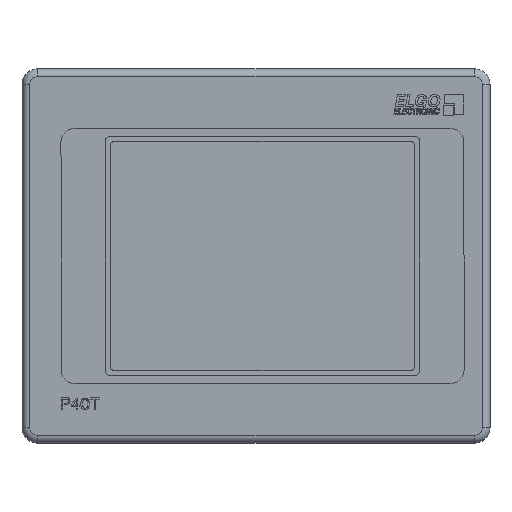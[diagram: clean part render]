
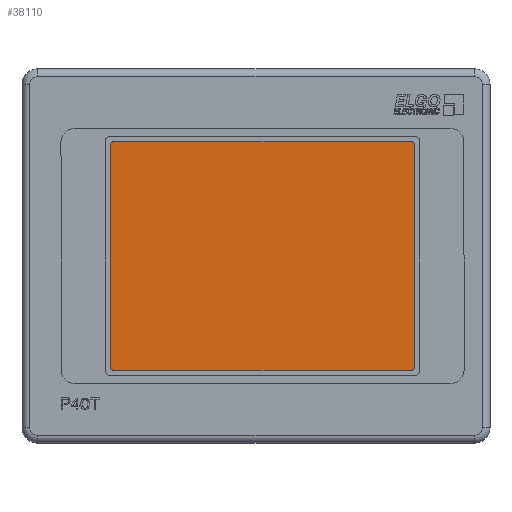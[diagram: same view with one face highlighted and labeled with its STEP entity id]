
A CAD part, top view. The second image highlights one B-rep face of the part: STEP entity #38110.
In plain terms, the highlighted planar face has unit normal (0, 0, 1).
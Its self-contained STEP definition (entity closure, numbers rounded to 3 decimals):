
#225 = VECTOR ( 'NONE', #16312, 1000. ) ;
#395 = CARTESIAN_POINT ( 'NONE',  ( 151.1, 116.2, -0.095 ) ) ;
#2287 = CARTESIAN_POINT ( 'NONE',  ( 151.1, 27.8, -0.095 ) ) ;
#3948 = LINE ( 'NONE', #395, #225 ) ;
#5909 = DIRECTION ( 'NONE',  ( 0., 1., 0. ) ) ;
#6288 = EDGE_LOOP ( 'NONE', ( #43176, #51243, #19953, #25308 ) ) ;
#7214 = DIRECTION ( 'NONE',  ( 0., -1., 0. ) ) ;
#11085 = VECTOR ( 'NONE', #5909, 1000. ) ;
#11390 = CARTESIAN_POINT ( 'NONE',  ( 151.1, 27.8, -0.095 ) ) ;
#13819 = AXIS2_PLACEMENT_3D ( 'NONE', #23069, #50320, #46352 ) ;
#15245 = EDGE_CURVE ( 'NONE', #46578, #48536, #3948, .T. ) ;
#16312 = DIRECTION ( 'NONE',  ( -1., 0., 0. ) ) ;
#16621 = EDGE_CURVE ( 'NONE', #33444, #46578, #33306, .T. ) ;
#18796 = PLANE ( 'NONE',  #13819 ) ;
#19369 = FACE_OUTER_BOUND ( 'NONE', #6288, .T. ) ;
#19953 = ORIENTED_EDGE ( 'NONE', *, *, #16621, .T. ) ;
#23069 = CARTESIAN_POINT ( 'NONE',  ( 33.9, 27.8, -0.095 ) ) ;
#23864 = EDGE_CURVE ( 'NONE', #48536, #34938, #50093, .T. ) ;
#24220 = CARTESIAN_POINT ( 'NONE',  ( 33.9, 27.8, -0.095 ) ) ;
#24305 = DIRECTION ( 'NONE',  ( 1., 0., 0. ) ) ;
#24689 = LINE ( 'NONE', #43656, #29626 ) ;
#25308 = ORIENTED_EDGE ( 'NONE', *, *, #15245, .T. ) ;
#29626 = VECTOR ( 'NONE', #24305, 1000. ) ;
#29729 = CARTESIAN_POINT ( 'NONE',  ( 151.1, 116.2, -0.095 ) ) ;
#32590 = EDGE_CURVE ( 'NONE', #34938, #33444, #24689, .T. ) ;
#33306 = LINE ( 'NONE', #2287, #11085 ) ;
#33444 = VERTEX_POINT ( 'NONE', #11390 ) ;
#34938 = VERTEX_POINT ( 'NONE', #24220 ) ;
#37170 = CARTESIAN_POINT ( 'NONE',  ( 33.9, 116.2, -0.095 ) ) ;
#38110 = ADVANCED_FACE ( 'NONE', ( #19369 ), #18796, .T. ) ;
#39639 = VECTOR ( 'NONE', #7214, 1000. ) ;
#42824 = CARTESIAN_POINT ( 'NONE',  ( 33.9, 116.2, -0.095 ) ) ;
#43176 = ORIENTED_EDGE ( 'NONE', *, *, #23864, .T. ) ;
#43656 = CARTESIAN_POINT ( 'NONE',  ( 33.9, 27.8, -0.095 ) ) ;
#46352 = DIRECTION ( 'NONE',  ( 1., 0., 0. ) ) ;
#46578 = VERTEX_POINT ( 'NONE', #29729 ) ;
#48536 = VERTEX_POINT ( 'NONE', #37170 ) ;
#50093 = LINE ( 'NONE', #42824, #39639 ) ;
#50320 = DIRECTION ( 'NONE',  ( 0., 0., 1. ) ) ;
#51243 = ORIENTED_EDGE ( 'NONE', *, *, #32590, .T. ) ;
